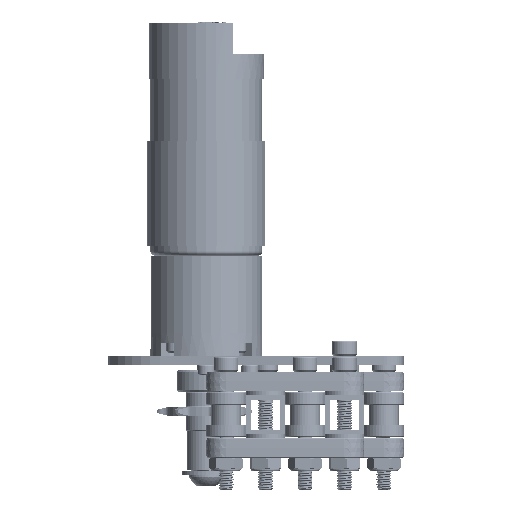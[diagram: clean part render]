
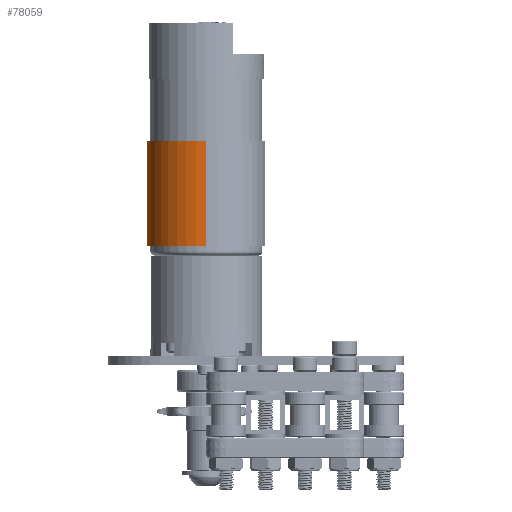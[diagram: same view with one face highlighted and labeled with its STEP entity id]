
A CAD part, left-side view. The second image highlights one B-rep face of the part: STEP entity #78059.
In plain terms, the highlighted cylindrical face has radius 19 mm (diameter 38 mm), a partial arc.
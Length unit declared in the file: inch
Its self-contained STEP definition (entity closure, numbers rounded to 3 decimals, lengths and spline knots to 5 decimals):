
#5001 = DIRECTION ( 'NONE',  ( 0., 0., -1. ) ) ;
#9729 = ORIENTED_EDGE ( 'NONE', *, *, #28583, .T. ) ;
#10678 = EDGE_CURVE ( 'NONE', #111956, #111405, #51870, .T. ) ;
#13634 = DIRECTION ( 'NONE',  ( -1., 0., 0. ) ) ;
#14737 = LINE ( 'NONE', #88383, #44999 ) ;
#18117 = AXIS2_PLACEMENT_3D ( 'NONE', #116655, #69826, #96030 ) ;
#21287 = AXIS2_PLACEMENT_3D ( 'NONE', #97624, #31331, #13634 ) ;
#23646 = EDGE_LOOP ( 'NONE', ( #100046, #9729, #85205, #108265 ) ) ;
#28583 = EDGE_CURVE ( 'NONE', #111956, #107351, #34940, .T. ) ;
#30605 = CARTESIAN_POINT ( 'NONE',  ( 0., 0., -0.11811 ) ) ;
#31331 = DIRECTION ( 'NONE',  ( 0., 0., -1. ) ) ;
#34940 = CIRCLE ( 'NONE', #21287, 0.74803 ) ;
#37118 = EDGE_CURVE ( 'NONE', #111405, #40285, #119400, .T. ) ;
#39138 = FACE_OUTER_BOUND ( 'NONE', #23646, .T. ) ;
#40285 = VERTEX_POINT ( 'NONE', #88204 ) ;
#44999 = VECTOR ( 'NONE', #5001, 39.37008 ) ;
#50842 = AXIS2_PLACEMENT_3D ( 'NONE', #30605, #58598, #95693 ) ;
#51870 = LINE ( 'NONE', #61000, #117186 ) ;
#58598 = DIRECTION ( 'NONE',  ( 0., 0., -1. ) ) ;
#59733 = EDGE_CURVE ( 'NONE', #107351, #40285, #14737, .T. ) ;
#61000 = CARTESIAN_POINT ( 'NONE',  ( 0.74803, 0., -0.11811 ) ) ;
#69826 = DIRECTION ( 'NONE',  ( 0., 0., -1. ) ) ;
#76246 = CYLINDRICAL_SURFACE ( 'NONE', #50842, 0.74803 ) ;
#78059 = ADVANCED_FACE ( 'NONE', ( #39138 ), #76246, .T. ) ;
#78644 = DIRECTION ( 'NONE',  ( 0., 0., -1. ) ) ;
#85205 = ORIENTED_EDGE ( 'NONE', *, *, #59733, .T. ) ;
#87958 = CARTESIAN_POINT ( 'NONE',  ( 0.74803, 0., -1.45669 ) ) ;
#88204 = CARTESIAN_POINT ( 'NONE',  ( -0.74803, 0., -1.45669 ) ) ;
#88383 = CARTESIAN_POINT ( 'NONE',  ( -0.74803, 0., -0.11811 ) ) ;
#95693 = DIRECTION ( 'NONE',  ( -1., 0., 0. ) ) ;
#96030 = DIRECTION ( 'NONE',  ( -1., 0., 0. ) ) ;
#97624 = CARTESIAN_POINT ( 'NONE',  ( 0., 0., -0.11811 ) ) ;
#100046 = ORIENTED_EDGE ( 'NONE', *, *, #10678, .F. ) ;
#101465 = CARTESIAN_POINT ( 'NONE',  ( 0.74803, 0., -0.11811 ) ) ;
#107351 = VERTEX_POINT ( 'NONE', #108435 ) ;
#108265 = ORIENTED_EDGE ( 'NONE', *, *, #37118, .F. ) ;
#108435 = CARTESIAN_POINT ( 'NONE',  ( -0.74803, 0., -0.11811 ) ) ;
#111405 = VERTEX_POINT ( 'NONE', #87958 ) ;
#111956 = VERTEX_POINT ( 'NONE', #101465 ) ;
#116655 = CARTESIAN_POINT ( 'NONE',  ( 0., 0., -1.45669 ) ) ;
#117186 = VECTOR ( 'NONE', #78644, 39.37008 ) ;
#119400 = CIRCLE ( 'NONE', #18117, 0.74803 ) ;
